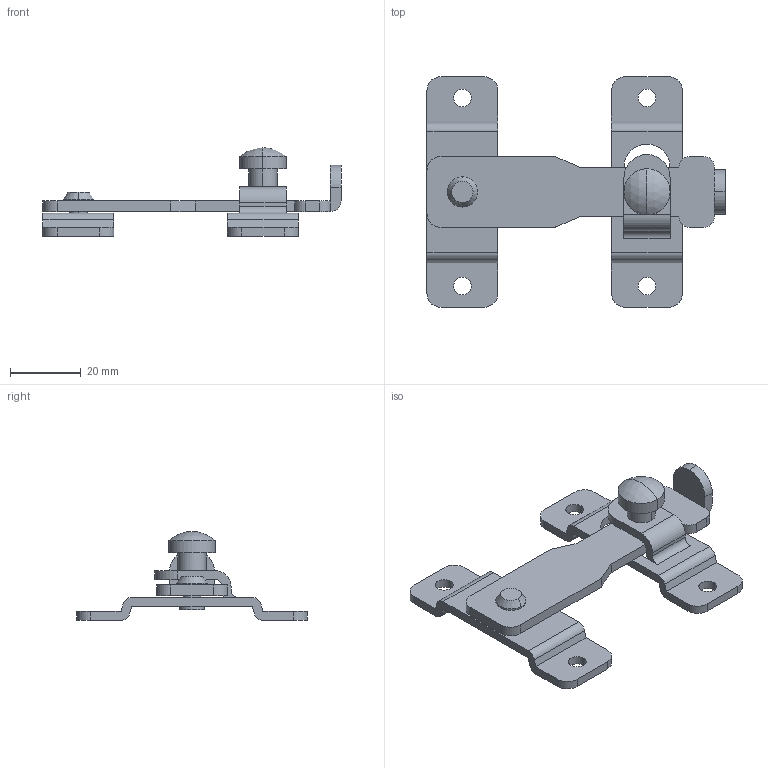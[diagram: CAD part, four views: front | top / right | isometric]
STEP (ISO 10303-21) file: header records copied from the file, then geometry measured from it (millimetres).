
FILE_DESCRIPTION (( 'STEP AP203' ), '1' );
FILE_NAME ('C-1249-3.STEP', '2012-03-08T01:53:24', ( '' ), ( '' ), 'SwSTEP 2.0', 'SolidWorks 2011', '' );
FILE_SCHEMA (( 'CONFIG_CONTROL_DESIGN' ));
Length unit declared in the file: millimetre
Products named in the file (6): C-1249-3; C-1249-3受けつまみ_; C-1249-3受け_; C-1249-3シャフト_; C-1249-3フック_; C-1249-3本体_
Assembly tree (5 placements, depth 2):
  C-1249-3
    C-1249-3受けつまみ_
    C-1249-3受け_
    C-1249-3シャフト_
    C-1249-3フック_
    C-1249-3本体_
Bounding box: 84 x 65 x 25 mm (x, y, z)
Volume: 12502.5 mm3; surface area: 11399.2 mm2
Topology: 5 solids, 5 shells, 119 faces, 309 edges, 203 vertices
Faces by surface type: plane 59, cylinder 56, sphere 2, cone 2
Entity records: 4333 total; most frequent: DIRECTION 681, CARTESIAN_POINT 639, ORIENTED_EDGE 618, EDGE_CURVE 309, AXIS2_PLACEMENT_3D 245, VERTEX_POINT 203, VECTOR 191, LINE 191
